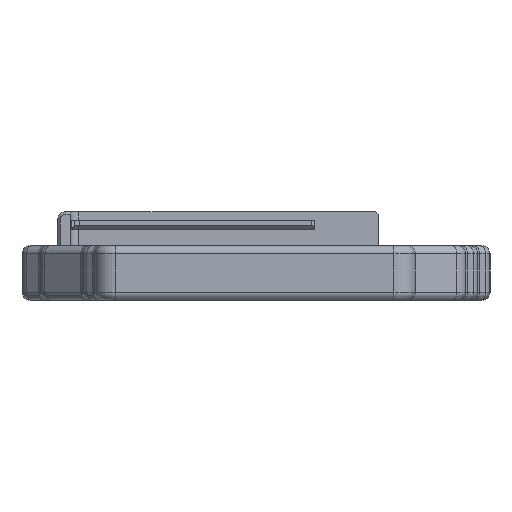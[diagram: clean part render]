
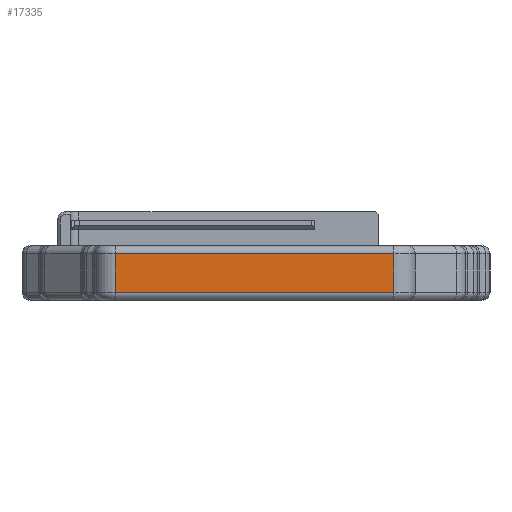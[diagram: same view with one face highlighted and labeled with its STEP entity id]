
A CAD part, left-side view. The second image highlights one B-rep face of the part: STEP entity #17335.
In plain terms, the highlighted planar face has unit normal (-1, 0, 0).
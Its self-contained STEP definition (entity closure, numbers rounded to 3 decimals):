
#1875=FACE_OUTER_BOUND('',#2852,.T.);
#2852=EDGE_LOOP('',(#12100,#12101,#12102,#12103));
#3886=LINE('',#26063,#5512);
#3908=LINE('',#26244,#5534);
#3997=LINE('',#26636,#5623);
#4008=LINE('',#26732,#5634);
#5512=VECTOR('',#20437,10.);
#5534=VECTOR('',#20579,10.);
#5623=VECTOR('',#20930,10.);
#5634=VECTOR('',#21037,10.);
#7166=VERTEX_POINT('',#26053);
#7168=VERTEX_POINT('',#26059);
#7211=VERTEX_POINT('',#26242);
#7336=VERTEX_POINT('',#26627);
#8916=EDGE_CURVE('',#7166,#7168,#3886,.T.);
#8981=EDGE_CURVE('',#7166,#7211,#3908,.T.);
#9158=EDGE_CURVE('',#7336,#7211,#3997,.T.);
#9198=EDGE_CURVE('',#7168,#7336,#4008,.T.);
#12100=ORIENTED_EDGE('',*,*,#8916,.F.);
#12101=ORIENTED_EDGE('',*,*,#8981,.T.);
#12102=ORIENTED_EDGE('',*,*,#9158,.F.);
#12103=ORIENTED_EDGE('',*,*,#9198,.F.);
#16832=PLANE('',#18522);
#17335=ADVANCED_FACE('',(#1875),#16832,.T.);
#18522=AXIS2_PLACEMENT_3D('',#26731,#21035,#21036);
#20437=DIRECTION('',(0.,1.,0.));
#20579=DIRECTION('',(0.,0.,1.));
#20930=DIRECTION('',(0.,-1.,0.));
#21035=DIRECTION('center_axis',(-1.,0.,0.));
#21036=DIRECTION('ref_axis',(0.,-1.,0.));
#21037=DIRECTION('',(0.,0.,1.));
#26053=CARTESIAN_POINT('',(-142.15,16.293,1.6));
#26059=CARTESIAN_POINT('',(-142.15,69.493,1.6));
#26063=CARTESIAN_POINT('',(-142.15,56.068,1.6));
#26242=CARTESIAN_POINT('',(-142.15,16.293,8.9));
#26244=CARTESIAN_POINT('',(-142.15,16.293,0.));
#26627=CARTESIAN_POINT('',(-142.15,69.493,8.9));
#26636=CARTESIAN_POINT('',(-142.15,56.068,8.9));
#26731=CARTESIAN_POINT('Origin',(-142.15,69.493,0.));
#26732=CARTESIAN_POINT('',(-142.15,69.493,0.));
